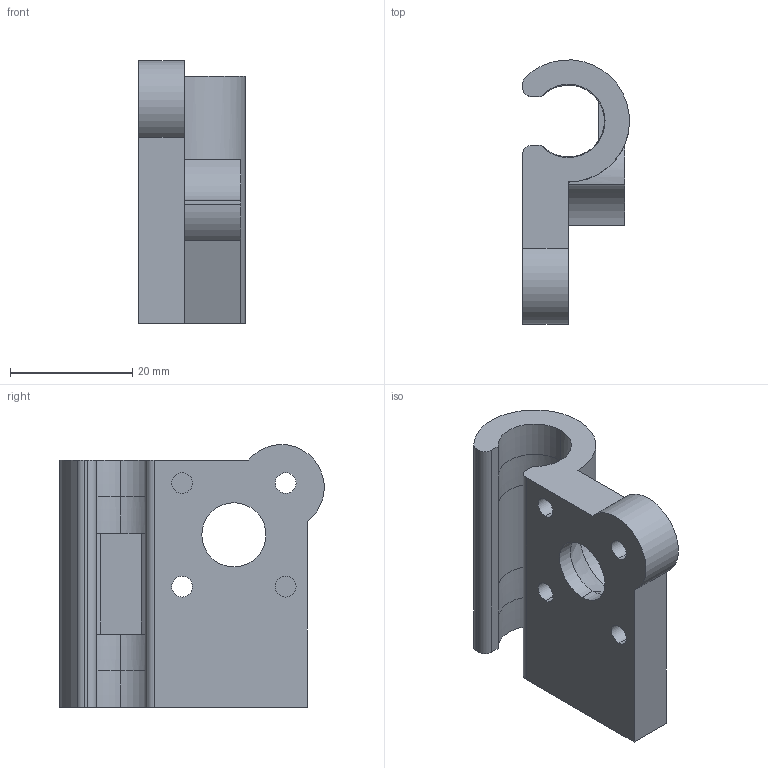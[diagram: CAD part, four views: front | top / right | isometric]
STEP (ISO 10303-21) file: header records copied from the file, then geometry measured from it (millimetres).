
FILE_DESCRIPTION (( 'STEP AP203' ), '1' );
FILE_NAME ('TR_XY_carriage_bottom_v1_0.STEP', '2018-05-17T18:56:36', ( '' ), ( '' ), 'SwSTEP 2.0', 'SolidWorks 2017', '' );
FILE_SCHEMA (( 'CONFIG_CONTROL_DESIGN' ));
Length unit declared in the file: millimetre
Products named in the file (1): TR_XY_carriage_bottom_v1_0
Bounding box: 17.49 x 43.23 x 43.02 mm (x, y, z)
Volume: 13420.7 mm3; surface area: 6580.1 mm2
Topology: 1 solids, 1 shells, 60 faces, 155 edges, 100 vertices
Faces by surface type: plane 29, cylinder 21, torus 8, cone 2
Entity records: 1970 total; most frequent: CARTESIAN_POINT 375, DIRECTION 329, ORIENTED_EDGE 310, EDGE_CURVE 155, AXIS2_PLACEMENT_3D 122, VERTEX_POINT 100, VECTOR 85, LINE 85
